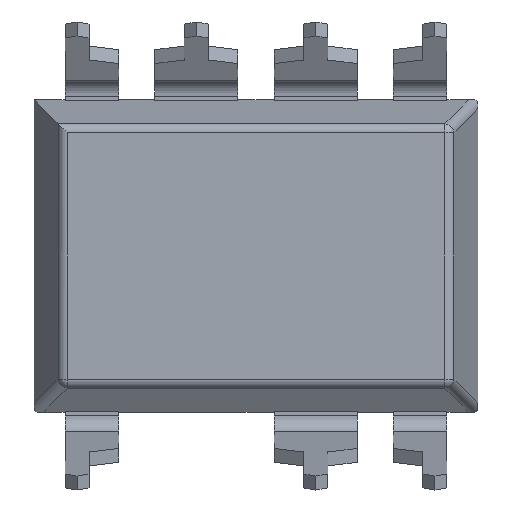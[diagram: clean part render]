
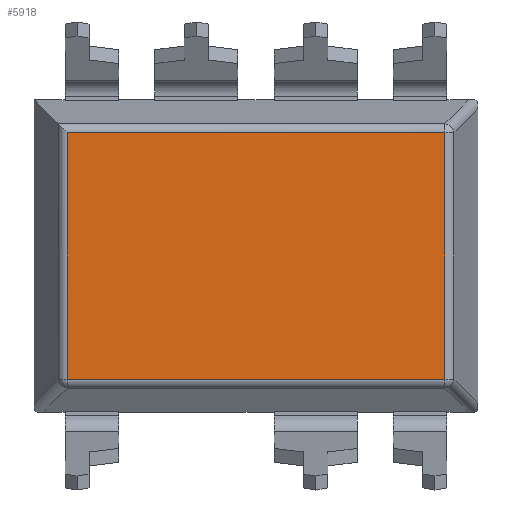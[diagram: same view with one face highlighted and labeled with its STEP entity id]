
A CAD part, front view. The second image highlights one B-rep face of the part: STEP entity #5918.
In plain terms, the highlighted planar face has unit normal (0, -1, 0).
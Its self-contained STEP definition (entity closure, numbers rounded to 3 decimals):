
#79 = CARTESIAN_POINT ( 'NONE',  ( 0., 0.31, 0. ) ) ;
#276 = CARTESIAN_POINT ( 'NONE',  ( 4.022, 0.31, -2.622 ) ) ;
#749 = LINE ( 'NONE', #7457, #2076 ) ;
#835 = DIRECTION ( 'NONE',  ( -1., 0., 0. ) ) ;
#986 = VECTOR ( 'NONE', #2663, 1000. ) ;
#1625 = CARTESIAN_POINT ( 'NONE',  ( 4.022, 0.31, 2.622 ) ) ;
#1857 = CARTESIAN_POINT ( 'NONE',  ( 4.175, 0.31, -2.622 ) ) ;
#1877 = EDGE_CURVE ( 'NONE', #9104, #4736, #749, .T. ) ;
#2076 = VECTOR ( 'NONE', #5927, 1000. ) ;
#2307 = VERTEX_POINT ( 'NONE', #4664 ) ;
#2341 = ORIENTED_EDGE ( 'NONE', *, *, #8372, .T. ) ;
#2596 = VERTEX_POINT ( 'NONE', #8553 ) ;
#2663 = DIRECTION ( 'NONE',  ( 1., 0., 0. ) ) ;
#3298 = EDGE_CURVE ( 'NONE', #4736, #2596, #3891, .T. ) ;
#3835 = AXIS2_PLACEMENT_3D ( 'NONE', #79, #6034, #6081 ) ;
#3891 = LINE ( 'NONE', #4581, #3949 ) ;
#3949 = VECTOR ( 'NONE', #835, 1000. ) ;
#4581 = CARTESIAN_POINT ( 'NONE',  ( -4.175, 0.31, 2.622 ) ) ;
#4664 = CARTESIAN_POINT ( 'NONE',  ( -4.022, 0.31, -2.622 ) ) ;
#4736 = VERTEX_POINT ( 'NONE', #1625 ) ;
#4797 = ORIENTED_EDGE ( 'NONE', *, *, #4997, .T. ) ;
#4997 = EDGE_CURVE ( 'NONE', #2307, #9104, #8466, .T. ) ;
#5255 = PLANE ( 'NONE',  #3835 ) ;
#5777 = DIRECTION ( 'NONE',  ( 0., 0., -1. ) ) ;
#5917 = EDGE_LOOP ( 'NONE', ( #7611, #8939, #2341, #4797 ) ) ;
#5918 = ADVANCED_FACE ( 'NONE', ( #8932 ), #5255, .F. ) ;
#5927 = DIRECTION ( 'NONE',  ( 0., 0., 1. ) ) ;
#6034 = DIRECTION ( 'NONE',  ( 0., 1., 0. ) ) ;
#6049 = VECTOR ( 'NONE', #5777, 1000. ) ;
#6081 = DIRECTION ( 'NONE',  ( 0., 0., 1. ) ) ;
#7257 = CARTESIAN_POINT ( 'NONE',  ( -4.022, 0.31, -2.775 ) ) ;
#7457 = CARTESIAN_POINT ( 'NONE',  ( 4.022, 0.31, 2.775 ) ) ;
#7611 = ORIENTED_EDGE ( 'NONE', *, *, #1877, .T. ) ;
#8065 = LINE ( 'NONE', #7257, #6049 ) ;
#8372 = EDGE_CURVE ( 'NONE', #2596, #2307, #8065, .T. ) ;
#8466 = LINE ( 'NONE', #1857, #986 ) ;
#8553 = CARTESIAN_POINT ( 'NONE',  ( -4.022, 0.31, 2.622 ) ) ;
#8932 = FACE_OUTER_BOUND ( 'NONE', #5917, .T. ) ;
#8939 = ORIENTED_EDGE ( 'NONE', *, *, #3298, .T. ) ;
#9104 = VERTEX_POINT ( 'NONE', #276 ) ;
